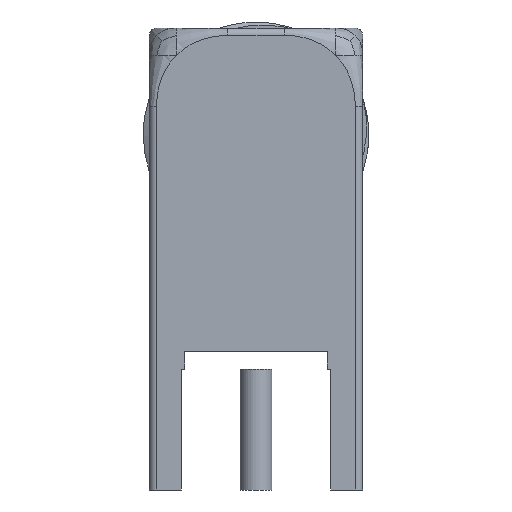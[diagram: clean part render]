
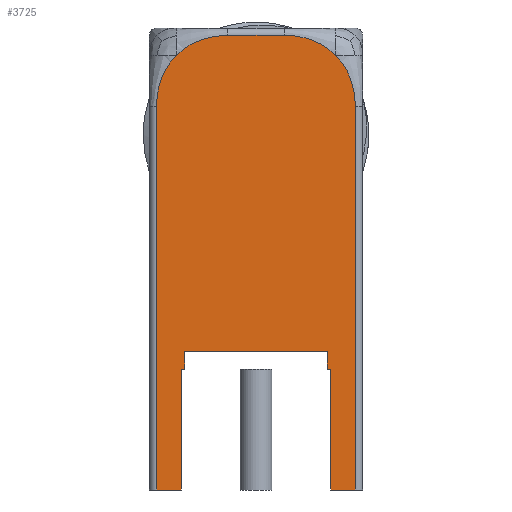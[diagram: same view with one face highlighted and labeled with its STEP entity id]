
A CAD part, left-side view. The second image highlights one B-rep face of the part: STEP entity #3725.
In plain terms, the highlighted planar face has unit normal (-1, 0, 0).
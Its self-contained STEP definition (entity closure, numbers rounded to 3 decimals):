
#3432=CARTESIAN_POINT('',(-3.,2.1,0.));
#3433=VERTEX_POINT('',#3432);
#3455=CARTESIAN_POINT('',(-3.,2.,0.));
#3456=VERTEX_POINT('',#3455);
#3463=CARTESIAN_POINT('',(-3.,2.1,0.));
#3464=DIRECTION('',(0.,-1.,-0.));
#3465=VECTOR('',#3464,0.1);
#3466=LINE('',#3463,#3465);
#3467=EDGE_CURVE('NONE',#3433,#3456,#3466,.T.);
#3543=CARTESIAN_POINT('',(-3.,-2.1,0.));
#3544=VERTEX_POINT('',#3543);
#3551=CARTESIAN_POINT('',(-3.,-2.,0.));
#3552=VERTEX_POINT('',#3551);
#3553=CARTESIAN_POINT('',(-3.,-2.,0.));
#3554=DIRECTION('',(0.,-1.,-0.));
#3555=VECTOR('',#3554,0.1);
#3556=LINE('',#3553,#3555);
#3557=EDGE_CURVE('NONE',#3552,#3544,#3556,.T.);
#3584=CARTESIAN_POINT('',(-3.,3.,9.6));
#3585=DIRECTION('',(1.,0.,0.));
#3586=DIRECTION('',(-0.,1.,0.));
#3587=AXIS2_PLACEMENT_3D('',#3584,#3585,#3586);
#3588=PLANE('',#3587);
#3589=CARTESIAN_POINT('',(-3.,-2.8,-3.4));
#3590=VERTEX_POINT('',#3589);
#3591=CARTESIAN_POINT('',(-3.,-2.1,-3.4));
#3592=VERTEX_POINT('',#3591);
#3593=CARTESIAN_POINT('',(-3.,-2.8,-3.4));
#3594=DIRECTION('',(0.,1.,0.));
#3595=VECTOR('',#3594,0.7);
#3596=LINE('',#3593,#3595);
#3597=EDGE_CURVE('NONE',#3590,#3592,#3596,.T.);
#3598=ORIENTED_EDGE('',*,*,#3597,.F.);
#3599=CARTESIAN_POINT('',(-3.,-2.8,7.4));
#3600=VERTEX_POINT('',#3599);
#3601=CARTESIAN_POINT('',(-3.,-2.8,-3.4));
#3602=DIRECTION('',(0.,0.,1.));
#3603=VECTOR('',#3602,10.8);
#3604=LINE('',#3601,#3603);
#3605=EDGE_CURVE('NONE',#3590,#3600,#3604,.T.);
#3606=ORIENTED_EDGE('',*,*,#3605,.T.);
#3607=CARTESIAN_POINT('',(-3.,-2.239,8.839));
#3608=VERTEX_POINT('',#3607);
#3609=CARTESIAN_POINT('',(-3.,-2.8,7.4));
#3610=CARTESIAN_POINT('',(-3.,-2.8,7.544));
#3611=CARTESIAN_POINT('',(-3.,-2.782,7.754));
#3612=CARTESIAN_POINT('',(-3.,-2.735,7.952));
#3613=CARTESIAN_POINT('',(-3.,-2.698,8.081));
#3614=CARTESIAN_POINT('',(-3.,-2.676,8.146));
#3615=CARTESIAN_POINT('',(-3.,-2.556,8.449));
#3616=CARTESIAN_POINT('',(-3.,-2.419,8.66));
#3617=CARTESIAN_POINT('',(-3.,-2.239,8.839));
#3618=B_SPLINE_CURVE_WITH_KNOTS('',3,(#3609,#3610,#3611,#3612,#3613,#3614,#3615,#3616,#3617),.UNSPECIFIED.,.F.,.F.,(4,1,2,2,4),(0.,0.25,0.375,0.5,1.),.UNSPECIFIED.);
#3619=EDGE_CURVE('NONE',#3600,#3608,#3618,.T.);
#3620=ORIENTED_EDGE('',*,*,#3619,.T.);
#3621=CARTESIAN_POINT('',(-3.,-0.8,9.4));
#3622=VERTEX_POINT('',#3621);
#3623=CARTESIAN_POINT('',(-3.,-2.239,8.839));
#3624=CARTESIAN_POINT('',(-3.,-2.15,8.929));
#3625=CARTESIAN_POINT('',(-3.,-2.003,9.048));
#3626=CARTESIAN_POINT('',(-3.,-1.839,9.143));
#3627=CARTESIAN_POINT('',(-3.,-1.726,9.202));
#3628=CARTESIAN_POINT('',(-3.,-1.669,9.228));
#3629=CARTESIAN_POINT('',(-3.,-1.358,9.351));
#3630=CARTESIAN_POINT('',(-3.,-1.089,9.4));
#3631=CARTESIAN_POINT('',(-3.,-0.8,9.4));
#3632=B_SPLINE_CURVE_WITH_KNOTS('',3,(#3623,#3624,#3625,#3626,#3627,#3628,#3629,#3630,#3631),.UNSPECIFIED.,.F.,.F.,(4,1,2,2,4),(0.,0.25,0.375,0.5,1.),.UNSPECIFIED.);
#3633=EDGE_CURVE('NONE',#3608,#3622,#3632,.T.);
#3634=ORIENTED_EDGE('',*,*,#3633,.T.);
#3635=CARTESIAN_POINT('',(-3.,0.8,9.4));
#3636=VERTEX_POINT('',#3635);
#3637=CARTESIAN_POINT('',(-3.,-0.8,9.4));
#3638=DIRECTION('',(-0.,1.,0.));
#3639=VECTOR('',#3638,1.6);
#3640=LINE('',#3637,#3639);
#3641=EDGE_CURVE('NONE',#3622,#3636,#3640,.T.);
#3642=ORIENTED_EDGE('',*,*,#3641,.T.);
#3643=CARTESIAN_POINT('',(-3.,2.239,8.839));
#3644=VERTEX_POINT('',#3643);
#3645=CARTESIAN_POINT('',(-3.,0.8,9.4));
#3646=CARTESIAN_POINT('',(-3.,0.944,9.4));
#3647=CARTESIAN_POINT('',(-3.,1.154,9.382));
#3648=CARTESIAN_POINT('',(-3.,1.352,9.335));
#3649=CARTESIAN_POINT('',(-3.,1.481,9.298));
#3650=CARTESIAN_POINT('',(-3.,1.546,9.276));
#3651=CARTESIAN_POINT('',(-3.,1.849,9.156));
#3652=CARTESIAN_POINT('',(-3.,2.06,9.019));
#3653=CARTESIAN_POINT('',(-3.,2.239,8.839));
#3654=B_SPLINE_CURVE_WITH_KNOTS('',3,(#3645,#3646,#3647,#3648,#3649,#3650,#3651,#3652,#3653),.UNSPECIFIED.,.F.,.F.,(4,1,2,2,4),(0.,0.25,0.375,0.5,1.),.UNSPECIFIED.);
#3655=EDGE_CURVE('NONE',#3636,#3644,#3654,.T.);
#3656=ORIENTED_EDGE('',*,*,#3655,.T.);
#3657=CARTESIAN_POINT('',(-3.,2.8,7.4));
#3658=VERTEX_POINT('',#3657);
#3659=CARTESIAN_POINT('',(-3.,2.239,8.839));
#3660=CARTESIAN_POINT('',(-3.,2.329,8.75));
#3661=CARTESIAN_POINT('',(-3.,2.448,8.603));
#3662=CARTESIAN_POINT('',(-3.,2.543,8.439));
#3663=CARTESIAN_POINT('',(-3.,2.602,8.326));
#3664=CARTESIAN_POINT('',(-3.,2.628,8.269));
#3665=CARTESIAN_POINT('',(-3.,2.751,7.958));
#3666=CARTESIAN_POINT('',(-3.,2.8,7.689));
#3667=CARTESIAN_POINT('',(-3.,2.8,7.4));
#3668=B_SPLINE_CURVE_WITH_KNOTS('',3,(#3659,#3660,#3661,#3662,#3663,#3664,#3665,#3666,#3667),.UNSPECIFIED.,.F.,.F.,(4,1,2,2,4),(0.,0.25,0.375,0.5,1.),.UNSPECIFIED.);
#3669=EDGE_CURVE('NONE',#3644,#3658,#3668,.T.);
#3670=ORIENTED_EDGE('',*,*,#3669,.T.);
#3671=CARTESIAN_POINT('',(-3.,2.8,-3.4));
#3672=VERTEX_POINT('',#3671);
#3673=CARTESIAN_POINT('',(-3.,2.8,7.4));
#3674=DIRECTION('',(-0.,-0.,-1.));
#3675=VECTOR('',#3674,10.8);
#3676=LINE('',#3673,#3675);
#3677=EDGE_CURVE('NONE',#3658,#3672,#3676,.T.);
#3678=ORIENTED_EDGE('',*,*,#3677,.T.);
#3679=CARTESIAN_POINT('',(-3.,2.1,-3.4));
#3680=VERTEX_POINT('',#3679);
#3681=CARTESIAN_POINT('',(-3.,2.8,-3.4));
#3682=DIRECTION('',(0.,-1.,-0.));
#3683=VECTOR('',#3682,0.7);
#3684=LINE('',#3681,#3683);
#3685=EDGE_CURVE('NONE',#3672,#3680,#3684,.T.);
#3686=ORIENTED_EDGE('',*,*,#3685,.T.);
#3687=CARTESIAN_POINT('',(-3.,2.1,0.));
#3688=DIRECTION('',(-0.,-0.,-1.));
#3689=VECTOR('',#3688,3.4);
#3690=LINE('',#3687,#3689);
#3691=EDGE_CURVE('NONE',#3433,#3680,#3690,.T.);
#3692=ORIENTED_EDGE('',*,*,#3691,.F.);
#3693=ORIENTED_EDGE('',*,*,#3467,.T.);
#3694=CARTESIAN_POINT('',(-3.,2.,0.5));
#3695=VERTEX_POINT('',#3694);
#3696=CARTESIAN_POINT('',(-3.,2.,0.5));
#3697=DIRECTION('',(0.,0.,-1.));
#3698=VECTOR('',#3697,0.5);
#3699=LINE('',#3696,#3698);
#3700=EDGE_CURVE('NONE',#3695,#3456,#3699,.T.);
#3701=ORIENTED_EDGE('',*,*,#3700,.F.);
#3702=CARTESIAN_POINT('',(-3.,-2.,0.5));
#3703=VERTEX_POINT('',#3702);
#3704=CARTESIAN_POINT('',(-3.,-2.,0.5));
#3705=DIRECTION('',(0.,1.,0.));
#3706=VECTOR('',#3705,4.);
#3707=LINE('',#3704,#3706);
#3708=EDGE_CURVE('NONE',#3703,#3695,#3707,.T.);
#3709=ORIENTED_EDGE('',*,*,#3708,.F.);
#3710=CARTESIAN_POINT('',(-3.,-2.,0.5));
#3711=DIRECTION('',(-0.,-0.,-1.));
#3712=VECTOR('',#3711,0.5);
#3713=LINE('',#3710,#3712);
#3714=EDGE_CURVE('NONE',#3703,#3552,#3713,.T.);
#3715=ORIENTED_EDGE('',*,*,#3714,.T.);
#3716=ORIENTED_EDGE('',*,*,#3557,.T.);
#3717=CARTESIAN_POINT('',(-3.,-2.1,0.));
#3718=DIRECTION('',(-0.,-0.,-1.));
#3719=VECTOR('',#3718,3.4);
#3720=LINE('',#3717,#3719);
#3721=EDGE_CURVE('NONE',#3544,#3592,#3720,.T.);
#3722=ORIENTED_EDGE('',*,*,#3721,.T.);
#3723=EDGE_LOOP('',(#3598,#3606,#3620,#3634,#3642,#3656,#3670,#3678,#3686,#3692,#3693,#3701,#3709,#3715,#3716,#3722));
#3724=FACE_BOUND('',#3723,.T.);
#3725=ADVANCED_FACE('NONE',(#3724),#3588,.F.);
